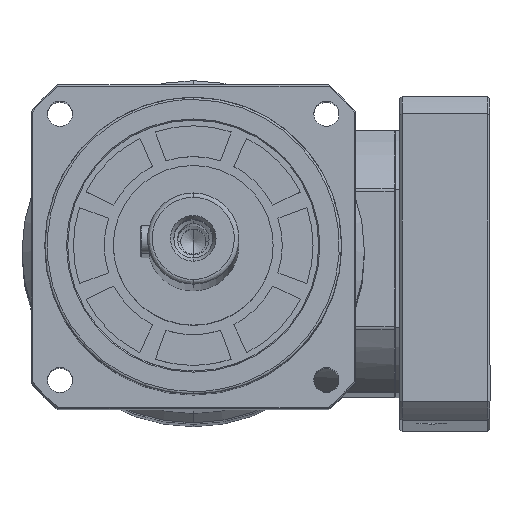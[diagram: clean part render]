
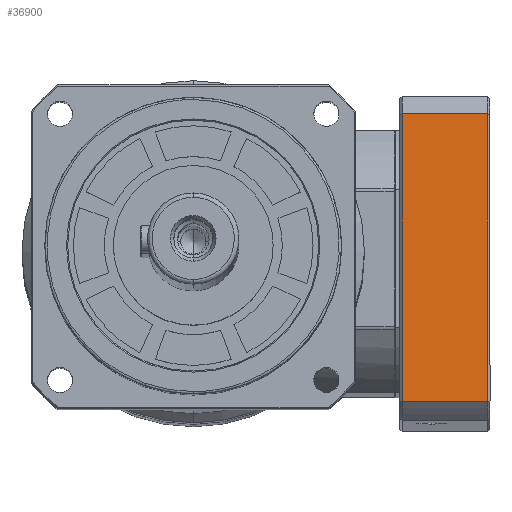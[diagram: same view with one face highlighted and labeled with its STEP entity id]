
A CAD part, left-side view. The second image highlights one B-rep face of the part: STEP entity #36900.
In plain terms, the highlighted face is planar.
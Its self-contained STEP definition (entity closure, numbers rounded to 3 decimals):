
#1349 = ORIENTED_EDGE ( 'NONE', *, *, #40238, .F. ) ;
#3938 = VERTEX_POINT ( 'NONE', #6175 ) ;
#4813 = CARTESIAN_POINT ( 'NONE',  ( -63.119, -71., 8.5 ) ) ;
#5130 = CARTESIAN_POINT ( 'NONE',  ( 63.119, -71., 0. ) ) ;
#6175 = CARTESIAN_POINT ( 'NONE',  ( 63.119, -71., 8.5 ) ) ;
#7604 = AXIS2_PLACEMENT_3D ( 'NONE', #11353, #33633, #14738 ) ;
#8058 = CARTESIAN_POINT ( 'NONE',  ( -63.119, -71., 0. ) ) ;
#8612 = CARTESIAN_POINT ( 'NONE',  ( 63.119, -71., 46. ) ) ;
#10689 = VECTOR ( 'NONE', #30481, 1000. ) ;
#11353 = CARTESIAN_POINT ( 'NONE',  ( -63.119, -71., 47. ) ) ;
#14738 = DIRECTION ( 'NONE',  ( -1., 0., 0. ) ) ;
#14803 = ORIENTED_EDGE ( 'NONE', *, *, #16987, .F. ) ;
#16315 = VERTEX_POINT ( 'NONE', #4813 ) ;
#16987 = EDGE_CURVE ( 'NONE', #30417, #19360, #20135, .T. ) ;
#17980 = ORIENTED_EDGE ( 'NONE', *, *, #39843, .F. ) ;
#19360 = VERTEX_POINT ( 'NONE', #8612 ) ;
#20135 = LINE ( 'NONE', #34558, #34756 ) ;
#23795 = LINE ( 'NONE', #25994, #40385 ) ;
#24500 = DIRECTION ( 'NONE',  ( 0., 0., -1. ) ) ;
#25449 = DIRECTION ( 'NONE',  ( 1., 0., 0. ) ) ;
#25994 = CARTESIAN_POINT ( 'NONE',  ( -31.559, -71., 8.5 ) ) ;
#27785 = LINE ( 'NONE', #8058, #10689 ) ;
#29006 = DIRECTION ( 'NONE',  ( -1., 0., 0. ) ) ;
#30417 = VERTEX_POINT ( 'NONE', #36668 ) ;
#30481 = DIRECTION ( 'NONE',  ( 0., 0., 1. ) ) ;
#31846 = LINE ( 'NONE', #5130, #40125 ) ;
#32539 = ORIENTED_EDGE ( 'NONE', *, *, #39473, .F. ) ;
#33633 = DIRECTION ( 'NONE',  ( 0., 1., 0. ) ) ;
#34218 = FACE_OUTER_BOUND ( 'NONE', #38944, .T. ) ;
#34558 = CARTESIAN_POINT ( 'NONE',  ( -63.119, -71., 46. ) ) ;
#34756 = VECTOR ( 'NONE', #25449, 1000. ) ;
#36250 = PLANE ( 'NONE',  #7604 ) ;
#36668 = CARTESIAN_POINT ( 'NONE',  ( -63.119, -71., 46. ) ) ;
#36900 = ADVANCED_FACE ( 'NONE', ( #34218 ), #36250, .F. ) ;
#38944 = EDGE_LOOP ( 'NONE', ( #32539, #14803, #17980, #1349 ) ) ;
#39473 = EDGE_CURVE ( 'NONE', #19360, #3938, #31846, .T. ) ;
#39843 = EDGE_CURVE ( 'NONE', #16315, #30417, #27785, .T. ) ;
#40125 = VECTOR ( 'NONE', #24500, 1000. ) ;
#40238 = EDGE_CURVE ( 'NONE', #3938, #16315, #23795, .T. ) ;
#40385 = VECTOR ( 'NONE', #29006, 1000. ) ;
